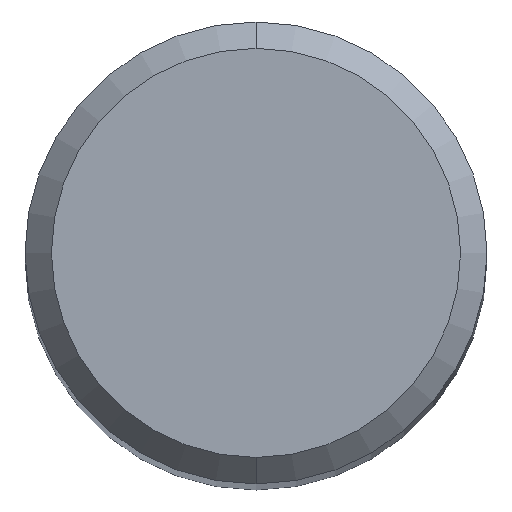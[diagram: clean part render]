
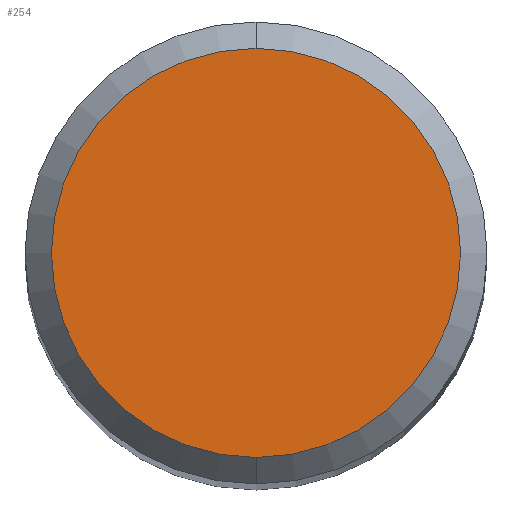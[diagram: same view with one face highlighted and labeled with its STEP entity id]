
A CAD part, top view. The second image highlights one B-rep face of the part: STEP entity #254.
In plain terms, the highlighted planar face has unit normal (0, 0, 1).
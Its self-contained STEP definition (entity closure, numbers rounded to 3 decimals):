
#254=ADVANCED_FACE('',(#564),#565,.T.);
#298=EDGE_CURVE('',#366,#438,#613,.T.);
#322=EDGE_CURVE('',#438,#366,#639,.T.);
#366=VERTEX_POINT('',#688);
#438=VERTEX_POINT('',#768);
#564=FACE_OUTER_BOUND('',#980,.T.);
#565=PLANE('',#981);
#613=CIRCLE('',#1039,3.1);
#639=CIRCLE('',#1107,3.1);
#688=CARTESIAN_POINT('',(0.,-3.1,0.0));
#768=CARTESIAN_POINT('',(0.0,3.1,0.0));
#980=EDGE_LOOP('',(#1526,#1527));
#981=AXIS2_PLACEMENT_3D('',#1528,#1529,#1530);
#1039=AXIS2_PLACEMENT_3D('',#1586,#1587,#1588);
#1107=AXIS2_PLACEMENT_3D('',#1607,#1608,#1609);
#1526=ORIENTED_EDGE('',*,*,#322,.F.);
#1527=ORIENTED_EDGE('',*,*,#298,.F.);
#1528=CARTESIAN_POINT('',(0.0,1.55,0.0));
#1529=DIRECTION('',(-0.0,0.0,1.0));
#1530=DIRECTION('',(0.0,-1.0,0.0));
#1586=CARTESIAN_POINT('',(0.0,0.0,0.0));
#1587=DIRECTION('',(0.0,0.0,-1.0));
#1588=DIRECTION('',(0.0,1.0,0.0));
#1607=CARTESIAN_POINT('',(0.0,0.0,0.0));
#1608=DIRECTION('',(0.0,0.0,-1.0));
#1609=DIRECTION('',(0.0,1.0,0.0));
